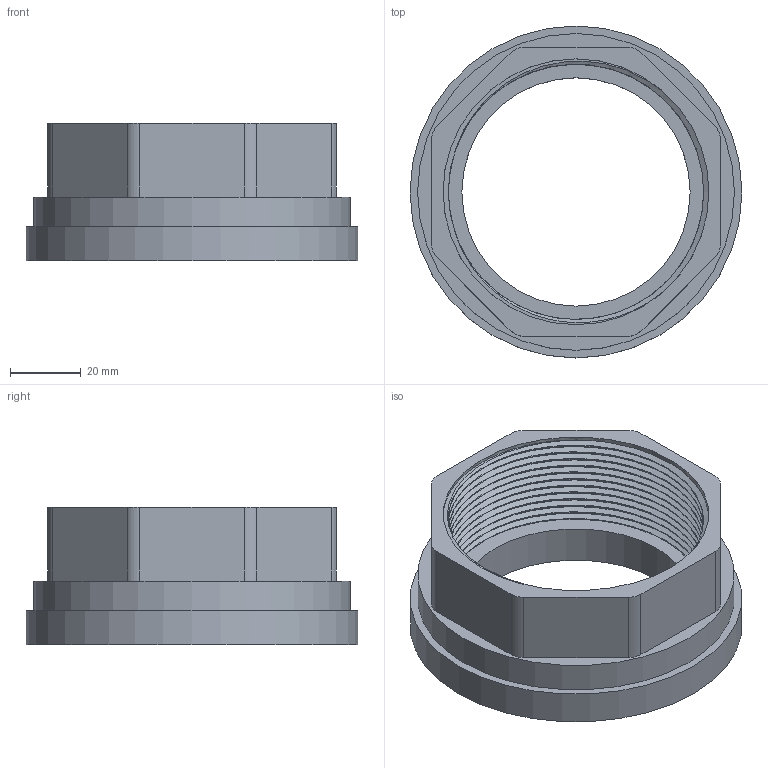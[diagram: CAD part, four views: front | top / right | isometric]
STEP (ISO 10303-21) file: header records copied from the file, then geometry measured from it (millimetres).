
FILE_DESCRIPTION(/* description */ (''),/* implementation_level */ '2;1');
FILE_NAME(/* name */ 'EF0614.000.075.step',/* time_stamp */ '2026-01-07T10:46:43+01:00',/* author */ (''),/* organization */ (''),/* preprocessor_version */ 'ST-DEVELOPER v20.1',/* originating_system */ 'Autodesk Translation Framework v14.21.0.0',/* authorisation */ '');
FILE_SCHEMA (('AUTOMOTIVE_DESIGN { 1 0 10303 214 3 1 1 }'));
Length unit declared in the file: millimetre
Products named in the file (1): 2026-01-07-09-37-51-401
Bounding box: 93.9 x 93.9 x 38.9 mm (x, y, z)
Volume: 78900.7 mm3; surface area: 31709.5 mm2
Topology: 1 solids, 1 shells, 52 faces, 141 edges, 94 vertices
Faces by surface type: cylinder 36, plane 14, bspline 2
Full cylindrical faces by diameter (mm): 64.6 x1, 72.226 x11, 75.184 x11, 89.6 x1, 93.9 x1
Entity records: 7146 total; most frequent: CARTESIAN_POINT 5881, ORIENTED_EDGE 282, DIRECTION 215, EDGE_CURVE 141, VERTEX_POINT 94, AXIS2_PLACEMENT_3D 78, LINE 59, VECTOR 59
